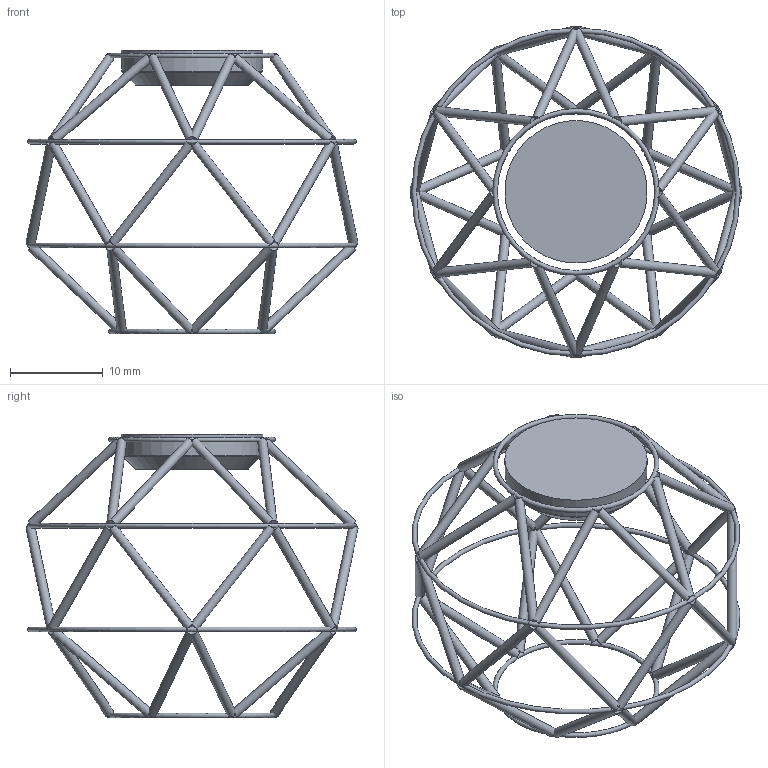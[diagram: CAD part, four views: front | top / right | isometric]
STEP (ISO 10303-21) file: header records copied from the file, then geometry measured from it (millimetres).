
FILE_DESCRIPTION(/* description */ (''),/* implementation_level */ '2;1');
FILE_NAME(/* name */ 'euclide_350_PLAFONE.stp',/* time_stamp */ '2023-02-07T17:45:37+01:00',/* author */ (''),/* organization */ (''),/* preprocessor_version */ 'ST-DEVELOPER v15',/* originating_system */ 'SIEMENS PLM Software NX 9.0',/* authorisation */ '');
FILE_SCHEMA (('AP203_CONFIGURATION_CONTROLLED_3D_DESIGN_OF_MECHANICAL_PARTS_AND_ASSEMBLIES_MIM_LF { 1 0 10303 403 2 1 2}'));
Length unit declared in the file: millimetre
Products named in the file (1): Gera194CEC76peu3
Bounding box: 35.89 x 35.89 x 30.63 mm (x, y, z)
Volume: 1100 mm3; surface area: 2632.7 mm2
Topology: 41 solids, 41 shells, 118 faces, 127 edges, 83 vertices
Faces by surface type: plane 74, cylinder 36, torus 6, cone 2
Full cylindrical faces by diameter (mm): 1 x36
Entity records: 1982 total; most frequent: DIRECTION 392, CARTESIAN_POINT 277, AXIS2_PLACEMENT_3D 196, EDGE_LOOP 154, ORIENTED_EDGE 154, ADVANCED_FACE 118, FACE_BOUND 84, VERTEX_POINT 81
